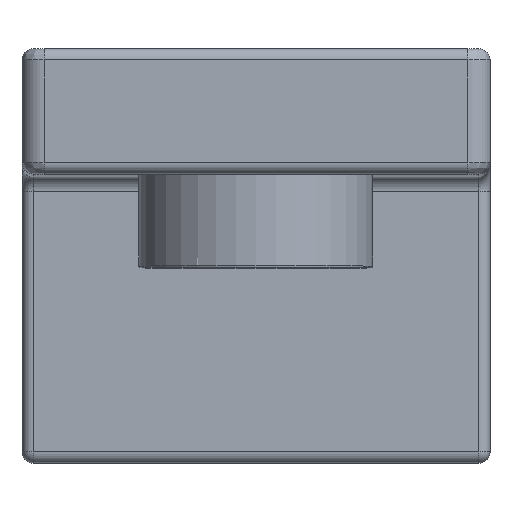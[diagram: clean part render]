
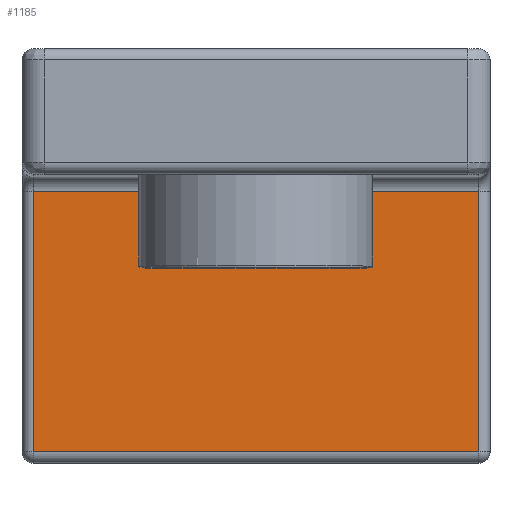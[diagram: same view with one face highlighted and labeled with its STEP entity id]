
A CAD part, top view. The second image highlights one B-rep face of the part: STEP entity #1185.
In plain terms, the highlighted planar face has unit normal (0, 0, 1).
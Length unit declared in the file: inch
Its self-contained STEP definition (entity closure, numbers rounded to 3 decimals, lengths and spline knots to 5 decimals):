
#414=DIRECTION('',(-1.,0.,0.));
#415=VECTOR('',#414,2.38);
#416=CARTESIAN_POINT('',(1.19,-1.04,0.68));
#417=LINE('',#416,#415);
#421=DIRECTION('',(0.,1.,0.));
#422=VECTOR('',#421,1.39);
#423=CARTESIAN_POINT('',(-1.19,-1.04,0.68));
#424=LINE('',#423,#422);
#428=DIRECTION('',(1.,0.,0.));
#429=VECTOR('',#428,2.38);
#430=CARTESIAN_POINT('',(-1.19,0.35,0.68));
#431=LINE('',#430,#429);
#435=DIRECTION('',(0.,-1.,0.));
#436=VECTOR('',#435,1.39);
#437=CARTESIAN_POINT('',(1.19,0.35,0.68));
#438=LINE('',#437,#436);
#846=CARTESIAN_POINT('',(1.19,-1.04,0.68));
#847=CARTESIAN_POINT('',(-1.19,-1.04,0.68));
#848=VERTEX_POINT('',#846);
#849=VERTEX_POINT('',#847);
#854=CARTESIAN_POINT('',(-1.19,0.35,0.68));
#855=VERTEX_POINT('',#854);
#882=CARTESIAN_POINT('',(1.19,0.35,0.68));
#883=VERTEX_POINT('',#882);
#1172=CARTESIAN_POINT('',(-1.25,0.43,0.68));
#1173=DIRECTION('',(0.,0.,1.));
#1174=DIRECTION('',(0.,-1.,0.));
#1175=AXIS2_PLACEMENT_3D('',#1172,#1173,#1174);
#1176=PLANE('',#1175);
#1177=ORIENTED_EDGE('',*,*,#1163,.T.);
#1178=ORIENTED_EDGE('',*,*,#984,.T.);
#1180=ORIENTED_EDGE('',*,*,#1179,.T.);
#1182=ORIENTED_EDGE('',*,*,#1181,.T.);
#1183=EDGE_LOOP('',(#1177,#1178,#1180,#1182));
#1184=FACE_OUTER_BOUND('',#1183,.F.);
#984=EDGE_CURVE('',#849,#855,#424,.T.);
#1163=EDGE_CURVE('',#848,#849,#417,.T.);
#1179=EDGE_CURVE('',#855,#883,#431,.T.);
#1181=EDGE_CURVE('',#883,#848,#438,.T.);
#1185=ADVANCED_FACE('',(#1184),#1176,.T.);
